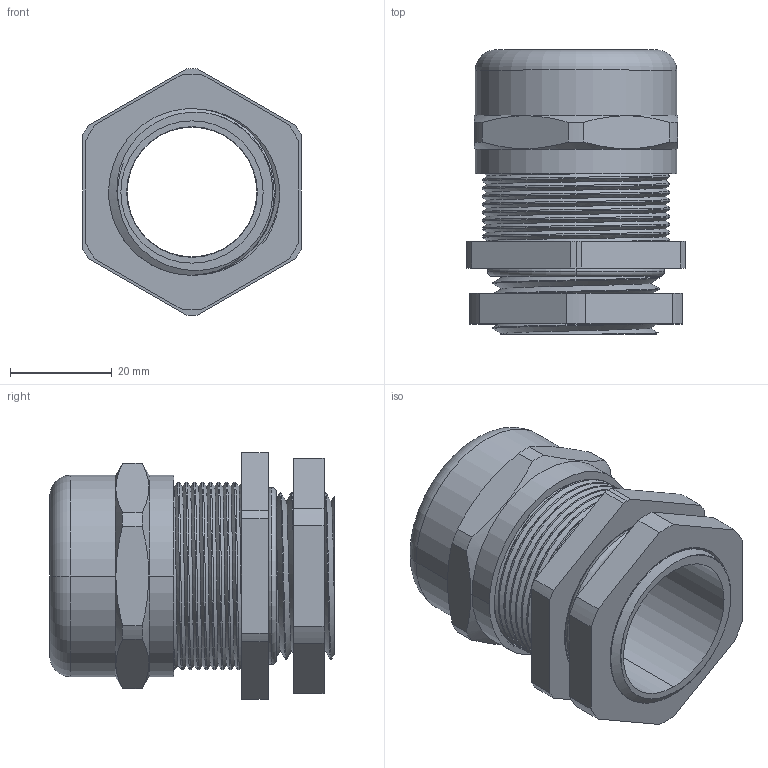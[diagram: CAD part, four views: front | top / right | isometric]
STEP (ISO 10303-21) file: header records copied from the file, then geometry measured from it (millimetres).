
FILE_DESCRIPTION (( 'STEP AP203' ), '1' );
FILE_NAME ('BNBCX-04.step', '2016-02-11T13:28:49', ( '' ), ( '' ), 'SwSTEP 2.0', 'SolidWorks 2015', '' );
FILE_SCHEMA (( 'CONFIG_CONTROL_DESIGN' ));
Length unit declared in the file: millimetre
Products named in the file (1): BNBCX-04
Bounding box: 42.98 x 55.96 x 48.51 mm (x, y, z)
Volume: 32685 mm3; surface area: 33001.4 mm2
Topology: 6 solids, 6 shells, 273 faces, 759 edges, 500 vertices
Faces by surface type: plane 134, cylinder 106, torus 16, bspline 10, cone 7
Entity records: 16325 total; most frequent: CARTESIAN_POINT 9552, ORIENTED_EDGE 1518, DIRECTION 1326, EDGE_CURVE 759, VERTEX_POINT 500, AXIS2_PLACEMENT_3D 486, LINE 354, VECTOR 354
